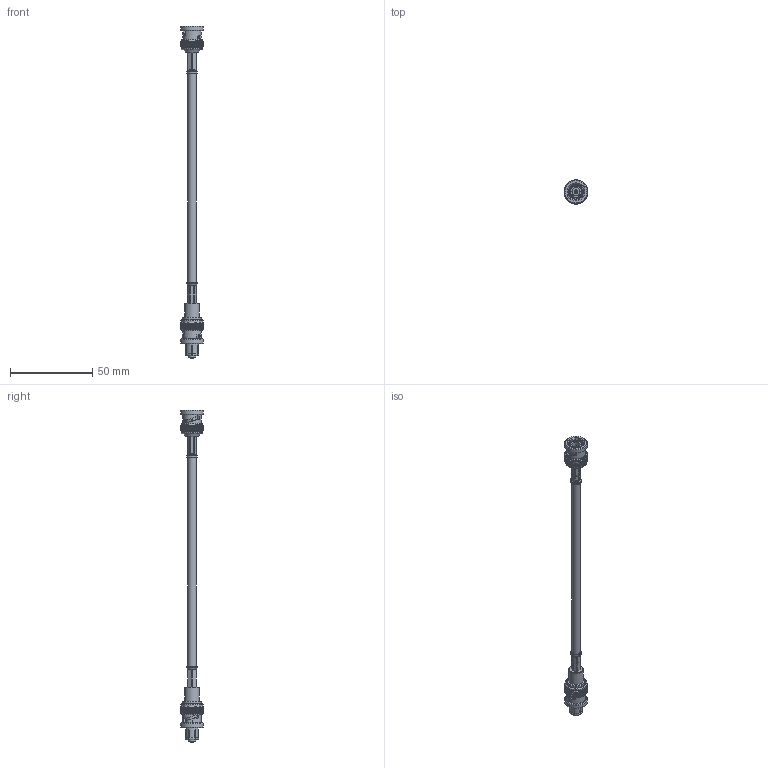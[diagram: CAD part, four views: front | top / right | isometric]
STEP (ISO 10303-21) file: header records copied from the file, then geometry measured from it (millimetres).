
FILE_DESCRIPTION (( 'STEP AP203' ), '1' );
FILE_NAME ('PE3277LF_3D.step', '2022-06-07T15:09:00', ( '' ), ( '' ), 'SwSTEP 2.0', 'SolidWorks 2021', '' );
FILE_SCHEMA (( 'CONFIG_CONTROL_DESIGN' ));
Length unit declared in the file: inch
Products named in the file (4): PE4016^PE3277LF_CRIMPED; PE3277LF_3D; PE4194^PE3277LF_Crimped; RG58CU^PE3277LF_RG58
Assembly tree (3 placements, depth 2):
  PE3277LF_3D
    RG58CU^PE3277LF_RG58
    PE4016^PE3277LF_CRIMPED
    PE4194^PE3277LF_Crimped
Bounding box: 14.47 x 14.47 x 202.17 mm (x, y, z)
Volume: 6651.2 mm3; surface area: 7902.1 mm2
Topology: 6 solids, 6 shells, 812 faces, 2070 edges, 1290 vertices
Faces by surface type: plane 376, cylinder 251, cone 151, bspline 33, sphere 1
Full cylindrical faces by diameter (mm): 0.711 x1, 1.016 x1, 1.092 x1, 1.27 x1, 1.46 x1, 1.627 x1, 2.054 x1, 2.184 x2, 2.212 x1, 2.489 x1, 3.2 x2, 3.81 x1, 4.013 x1, 4.4 x1, 4.496 x1, 4.595 x1, 4.928 x1, 4.953 x1, 5.484 x2, 6.5 x2, 6.904 x1, 7.057 x2, 7.501 x2, 8.8 x1, 9.395 x2, 9.991 x1, 11.395 x3, 11.515 x1, 13.38 x3, 13.424 x1
Entity records: 31068 total; most frequent: CARTESIAN_POINT 12727, ORIENTED_EDGE 3950, DIRECTION 3344, EDGE_CURVE 1975, AXIS2_PLACEMENT_3D 1347, VERTEX_POINT 1263, EDGE_LOOP 910, FACE_OUTER_BOUND 860
